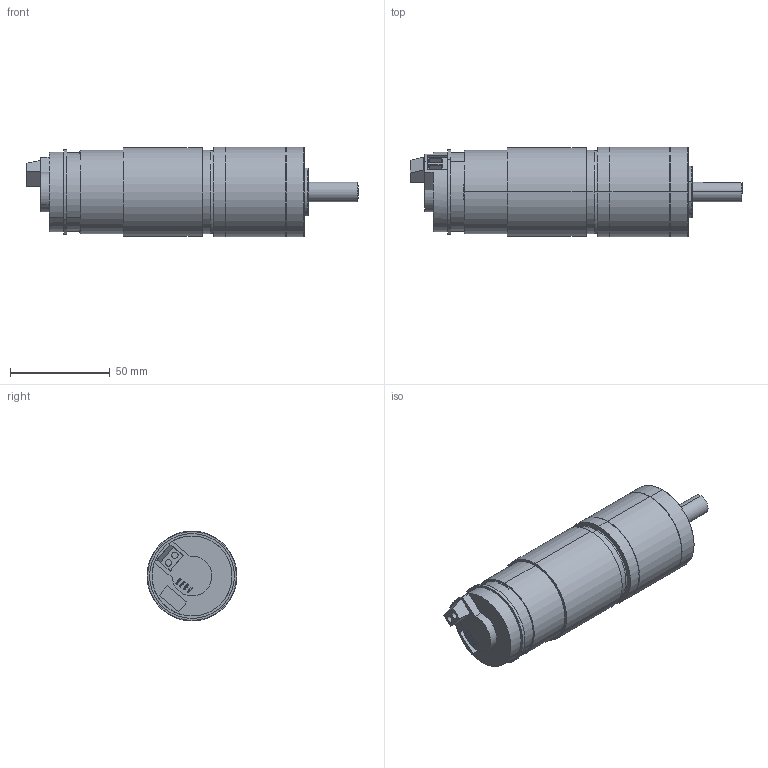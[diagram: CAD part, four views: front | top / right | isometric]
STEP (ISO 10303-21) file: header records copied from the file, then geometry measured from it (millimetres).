
FILE_DESCRIPTION (( 'STEP AP214' ), '1' );
FILE_NAME ('am-2923 PG27 With Encoder.STEP', '2015-06-15T19:38:49', ( '' ), ( '' ), 'SwSTEP 2.0', 'SolidWorks 2014', '' );
FILE_SCHEMA (( 'AUTOMOTIVE_DESIGN' ));
Length unit declared in the file: inch
Products named in the file (3): am-2923 PG27 With Encoder; Hall Effect Encoder for PG Gearboxes; PG27 with longer backshaft
Assembly tree (2 placements, depth 2):
  am-2923 PG27 With Encoder
    PG27 with longer backshaft
    Hall Effect Encoder for PG Gearboxes
Bounding box: 166.09 x 45 x 45 mm (x, y, z)
Volume: 112325.7 mm3; surface area: 39890.9 mm2
Topology: 2 solids, 2 shells, 506 faces, 1273 edges, 824 vertices
Faces by surface type: plane 259, bspline 101, cylinder 98, cone 32, torus 16
Entity records: 24291 total; most frequent: CARTESIAN_POINT 8910, ORIENTED_EDGE 2530, DIRECTION 2142, EDGE_CURVE 1265, VERTEX_POINT 824, VECTOR 794, LINE 794, AXIS2_PLACEMENT_3D 674
